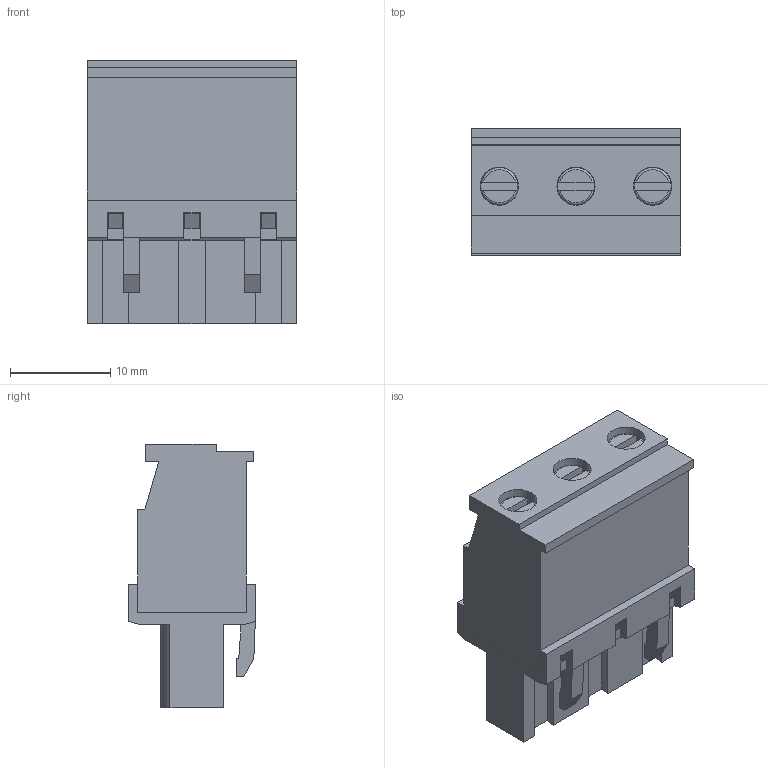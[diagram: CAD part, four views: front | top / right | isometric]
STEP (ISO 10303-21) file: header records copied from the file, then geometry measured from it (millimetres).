
FILE_DESCRIPTION( ( 'Unknown' ), '1' );
FILE_NAME( '691344410003.stp', 'Unknown', ( 'Unknown' ), ( 'Unknown' ), 'PSStep 15.0.49', 'Unknown', ' ' );
FILE_SCHEMA( ( 'AUTOMOTIVE_DESIGN { 1 0 10303 214 1 1 1 1 }' ) );
Length unit declared in the file: millimetre
Products named in the file (6): Assem1; 691344410003_plastic top; vis cage; 691344410003_plastic bottom; Spring; cage
Assembly tree (11 placements, depth 2):
  Assem1
    691344410003_plastic top
    vis cage  x3
    691344410003_plastic bottom
    Spring  x3
    cage  x3
Bounding box: 20.84 x 12.6 x 26.2 mm (x, y, z)
Volume: 3215.7 mm3; surface area: 6843.1 mm2
Topology: 11 solids, 11 shells, 556 faces, 1513 edges, 986 vertices
Faces by surface type: plane 459, cylinder 82, torus 9, cone 6
Full cylindrical faces by diameter (mm): 1.5 x3, 2.459 x3, 2.6 x3, 3 x6, 3.7 x3, 3.8 x3
Entity records: 15917 total; most frequent: CARTESIAN_POINT 2249, ORIENTED_EDGE 2180, DIRECTION 2011, EDGE_CURVE 1090, LINE 989, VECTOR 989, VERTEX_POINT 725, AXIS2_PLACEMENT_3D 511
